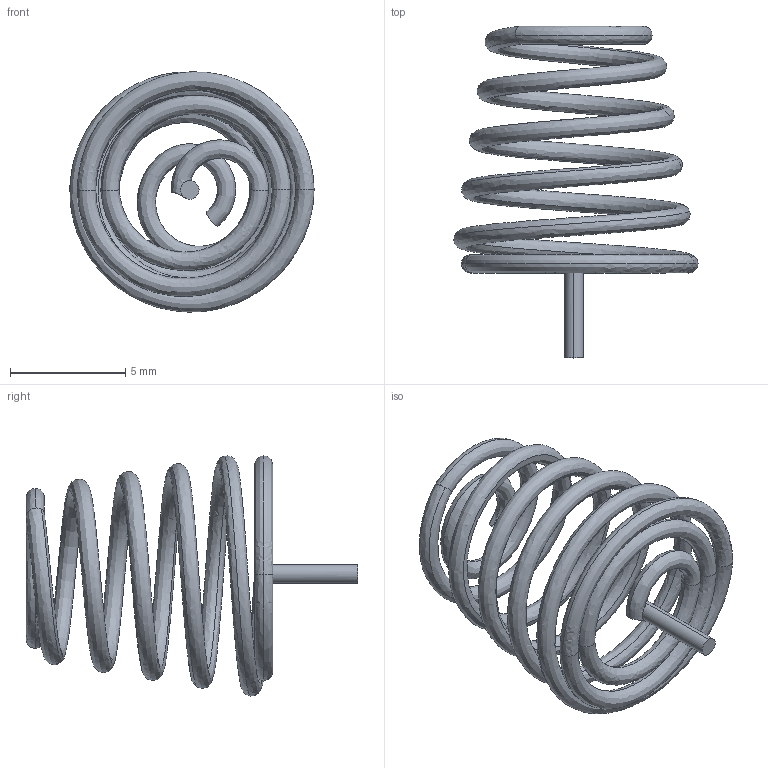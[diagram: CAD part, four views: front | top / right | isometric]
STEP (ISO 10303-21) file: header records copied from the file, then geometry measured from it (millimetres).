
FILE_DESCRIPTION (( 'STEP AP214' ), '1' );
FILE_NAME ('Êîíè÷åñêàÿ ïðóæèíà äëÿ êîíòàêòîâ.STEP', '2022-10-21T13:18:47', ( '' ), ( '' ), 'SwSTEP 2.0', 'SolidWorks 2021', '' );
FILE_SCHEMA (( 'AUTOMOTIVE_DESIGN' ));
Length unit declared in the file: millimetre
Products named in the file (1): Êîíè÷åñêàÿ ïðóæèíà äëÿ êîíòàêòîâ
Bounding box: 10.59 x 14.39 x 10.42 mm (x, y, z)
Volume: 102.5 mm3; surface area: 514.4 mm2
Topology: 1 solids, 1 shells, 23 faces, 54 edges, 34 vertices
Faces by surface type: bspline 14, plane 5, cylinder 4
Entity records: 3515 total; most frequent: CARTESIAN_POINT 3044, ORIENTED_EDGE 108, DIRECTION 73, EDGE_CURVE 54, AXIS2_PLACEMENT_3D 34, VERTEX_POINT 34, CIRCLE 24, EDGE_LOOP 24
